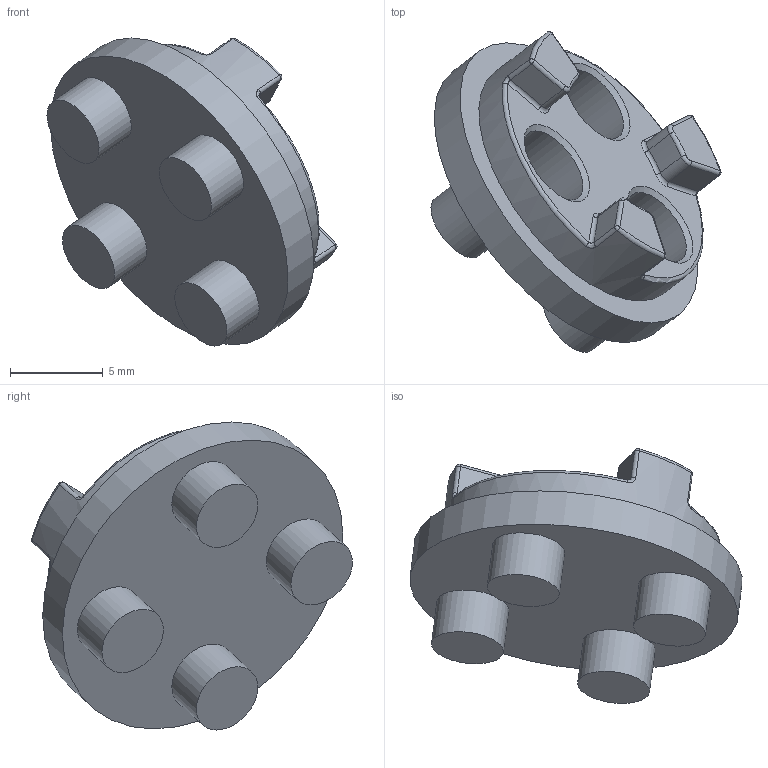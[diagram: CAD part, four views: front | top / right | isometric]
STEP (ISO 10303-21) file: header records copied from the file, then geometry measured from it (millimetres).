
FILE_DESCRIPTION(/* description */ (''),/* implementation_level */ '2;1');
FILE_NAME(/* name */ 'head - standard_interface_ear.step',/* time_stamp */ '2020-12-08T10:17:18-08:00',/* author */ (''),/* organization */ (''),/* preprocessor_version */ 'ST-DEVELOPER v18.1',/* originating_system */ 'Autodesk Translation Framework v9.3.0.1241',/* authorisation */ '');
FILE_SCHEMA (('AUTOMOTIVE_DESIGN { 1 0 10303 214 3 1 1 }'));
Length unit declared in the file: metre
Products named in the file (1): head - standard_interface_ear
Bounding box: 15.62 x 17.27 x 16.58 mm (x, y, z)
Volume: 876.5 mm3; surface area: 1017.5 mm2
Topology: 1 solids, 1 shells, 94 faces, 201 edges, 111 vertices
Faces by surface type: cylinder 36, torus 24, plane 19, sphere 6, bspline 6, cone 3
Full cylindrical faces by diameter (mm): 3.9 x4, 4.4 x3, 15 x1, 17.8 x1
Entity records: 2580 total; most frequent: CARTESIAN_POINT 503, DIRECTION 484, ORIENTED_EDGE 390, AXIS2_PLACEMENT_3D 212, EDGE_CURVE 195, CIRCLE 123, VERTEX_POINT 111, EDGE_LOOP 102
